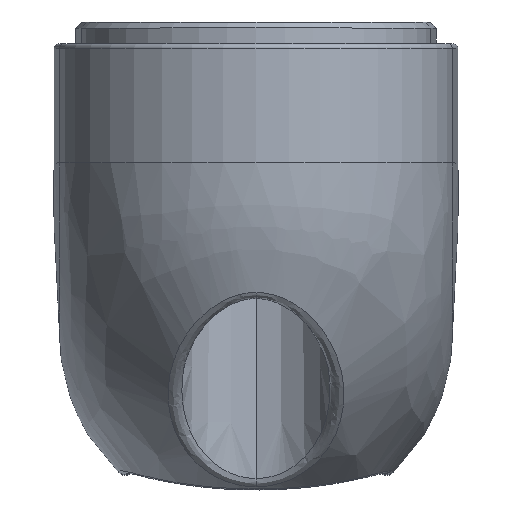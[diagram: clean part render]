
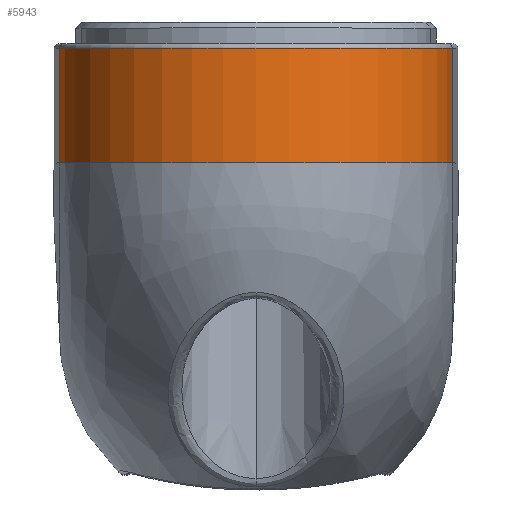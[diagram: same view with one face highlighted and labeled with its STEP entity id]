
A CAD part, top view. The second image highlights one B-rep face of the part: STEP entity #5943.
In plain terms, the highlighted cylindrical face has radius 16.5 mm (diameter 33 mm), a partial arc.
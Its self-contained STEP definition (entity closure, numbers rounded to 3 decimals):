
#88=CARTESIAN_POINT('',(-268.,-80.,244.2));
#89=DIRECTION('',(0.,1.,0.));
#90=DIRECTION('',(-0.998,0.,0.07));
#91=AXIS2_PLACEMENT_3D('',#88,#89,#90);
#1414=DIRECTION('',(0.,-1.,0.));
#1415=VECTOR('',#1414,9.6);
#1416=CARTESIAN_POINT('',(-251.541,-70.4,245.36));
#1417=LINE('',#1416,#1415);
#1588=CARTESIAN_POINT('',(-268.,-70.4,244.2));
#1589=DIRECTION('',(0.,1.,0.));
#1590=DIRECTION('',(-0.998,0.,0.07));
#1591=AXIS2_PLACEMENT_3D('',#1588,#1589,#1590);
#1593=DIRECTION('',(0.,-1.,0.));
#1594=VECTOR('',#1593,9.6);
#1595=CARTESIAN_POINT('',(-284.459,-70.4,245.36));
#1596=LINE('',#1595,#1594);
#2804=CARTESIAN_POINT('',(-284.459,-80.,245.36));
#2805=CARTESIAN_POINT('',(-251.541,-80.,245.36));
#2806=VERTEX_POINT('',#2804);
#2807=VERTEX_POINT('',#2805);
#3103=CARTESIAN_POINT('',(-284.459,-70.4,245.36));
#3105=VERTEX_POINT('',#3103);
#3108=CARTESIAN_POINT('',(-251.541,-70.4,245.36));
#3109=VERTEX_POINT('',#3108);
#5932=CARTESIAN_POINT('',(-268.,-70.,244.2));
#5933=DIRECTION('',(0.,1.,0.));
#5934=DIRECTION('',(0.,0.,-1.));
#5935=AXIS2_PLACEMENT_3D('',#5932,#5933,#5934);
#5936=CYLINDRICAL_SURFACE('',#5935,16.5);
#5937=ORIENTED_EDGE('',*,*,#5495,.T.);
#5938=ORIENTED_EDGE('',*,*,#5523,.T.);
#5939=ORIENTED_EDGE('',*,*,#3159,.F.);
#5940=ORIENTED_EDGE('',*,*,#5467,.F.);
#5941=EDGE_LOOP('',(#5937,#5938,#5939,#5940));
#5942=FACE_OUTER_BOUND('',#5941,.F.);
#5943=ADVANCED_FACE('',(#5942),#5936,.T.);
#92=CIRCLE('',#91,16.5);
#1592=CIRCLE('',#1591,16.5);
#3159=EDGE_CURVE('',#2806,#2807,#92,.T.);
#5467=EDGE_CURVE('',#3105,#2806,#1596,.T.);
#5495=EDGE_CURVE('',#3105,#3109,#1592,.T.);
#5523=EDGE_CURVE('',#3109,#2807,#1417,.T.);
